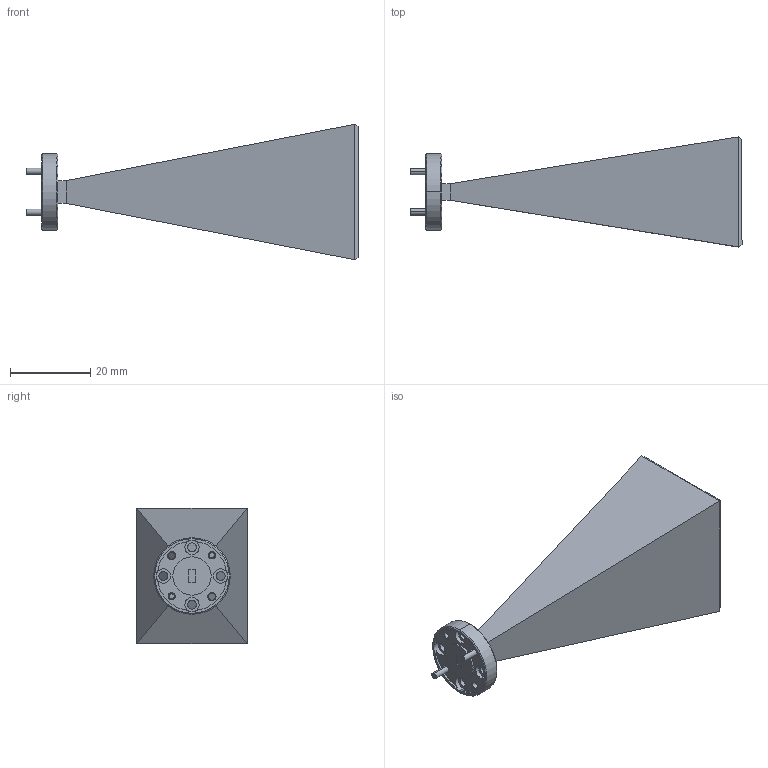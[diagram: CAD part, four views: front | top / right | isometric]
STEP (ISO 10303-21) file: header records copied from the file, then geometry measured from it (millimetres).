
FILE_DESCRIPTION (( 'STEP AP203' ), '1' );
FILE_NAME ('AR-E3-A.STEP', '2022-03-09T20:46:13', ( '' ), ( '' ), 'SwSTEP 2.0', 'SolidWorks 2021', '' );
FILE_SCHEMA (( 'CONFIG_CONTROL_DESIGN' ));
Length unit declared in the file: inch
Products named in the file (1): AR-E3-A
Bounding box: 82.61 x 27.39 x 33.69 mm (x, y, z)
Volume: 27927.4 mm3; surface area: 7277 mm2
Topology: 4 solids, 4 shells, 87 faces, 204 edges, 128 vertices
Faces by surface type: cylinder 36, plane 31, cone 20
Entity records: 2611 total; most frequent: DIRECTION 480, CARTESIAN_POINT 420, ORIENTED_EDGE 408, EDGE_CURVE 204, AXIS2_PLACEMENT_3D 188, VERTEX_POINT 128, EDGE_LOOP 106, LINE 104
